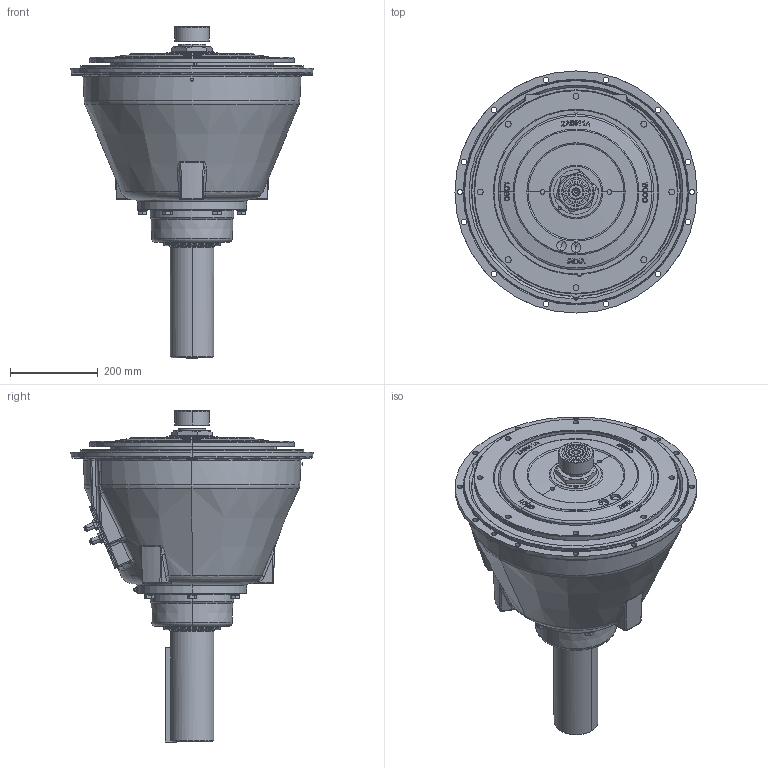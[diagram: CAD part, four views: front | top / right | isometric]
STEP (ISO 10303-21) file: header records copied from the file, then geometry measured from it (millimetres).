
FILE_DESCRIPTION (( 'STEP AP214' ), '1' );
FILE_NAME (' 1030490B.step', '2019-01-14T21:03:48', ( 'TDI' ), ( 'Twin Disc Inc' ), 'SwSTEP 2.0', 'SolidWorks 2015', '' );
FILE_SCHEMA (( 'AUTOMOTIVE_DESIGN' ));
Length unit declared in the file: millimetre
Products named in the file (1):  1030490B
Bounding box: 553.33 x 553.33 x 758.8 mm (x, y, z)
Surface area: 1563420.7 mm2 (no closed solid volume)
Topology: 0 solids, 76 shells, 819 faces, 2638 edges, 1854 vertices
Faces by surface type: plane 253, cylinder 206, bspline 151, cone 108, torus 84, sphere 17
Entity records: 48600 total; most frequent: CARTESIAN_POINT 18250, ORIENTED_EDGE 4143, DIRECTION 4097, EDGE_CURVE 2613, VERTEX_POINT 1851, AXIS2_PLACEMENT_3D 1558, LINE 981, VECTOR 981
